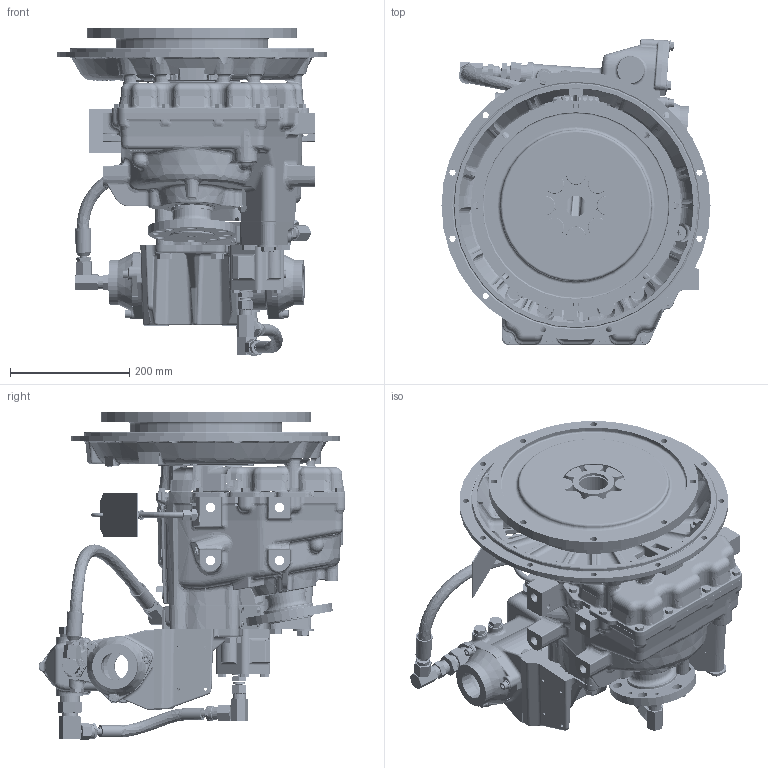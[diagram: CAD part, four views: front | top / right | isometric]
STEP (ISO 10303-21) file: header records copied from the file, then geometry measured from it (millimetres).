
FILE_DESCRIPTION (( 'STEP AP214' ), '1' );
FILE_NAME ('PX13019.STEP', '2017-04-05T20:57:03', ( '' ), ( '' ), 'SwSTEP 2.0', 'SolidWorks 2015', '' );
FILE_SCHEMA (( 'AUTOMOTIVE_DESIGN' ));
Length unit declared in the file: inch
Products named in the file (1): PX13019
Bounding box: 451 x 514.58 x 550.2 mm (x, y, z)
Surface area: 1921924.7 mm2 (no closed solid volume)
Topology: 0 solids, 257 shells, 4454 faces, 14853 edges, 10139 vertices
Faces by surface type: plane 1305, cylinder 1093, bspline 1084, cone 479, torus 390, sphere 103
Full cylindrical faces by diameter (mm): 3.5 x1, 5 x4, 6.35 x4, 6.8 x4, 7 x51, 7.144 x4, 7.937 x9, 9.5 x1, 9.525 x6, 9.538 x4, 10.3 x4, 10.319 x15, 10.395 x1, 10.668 x1, 10.716 x1, 11 x8, 12.56 x6, 12.7 x3, 12.954 x1, 13 x8, 13.228 x1, 13.509 x1, 14.287 x4, 14.732 x1, 15.24 x1, 15.351 x1, 15.875 x12, 16 x8, 16.256 x1, 16.272 x6
Entity records: 276044 total; most frequent: CARTESIAN_POINT 104279, ORIENTED_EDGE 22579, DIRECTION 21205, EDGE_CURVE 14282, VERTEX_POINT 10055, AXIS2_PLACEMENT_3D 8421, EDGE_LOOP 5605, CIRCLE 5050
